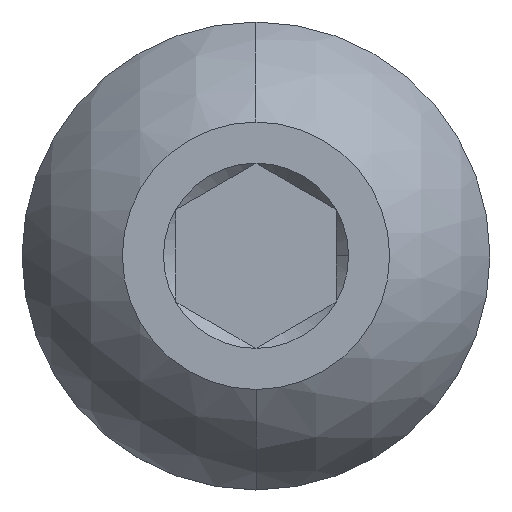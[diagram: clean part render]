
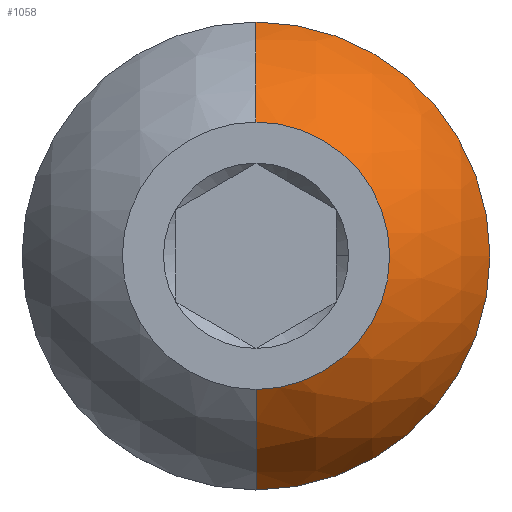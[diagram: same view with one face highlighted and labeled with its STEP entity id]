
A CAD part, top view. The second image highlights one B-rep face of the part: STEP entity #1058.
In plain terms, the highlighted spherical face has radius 7.469 mm.
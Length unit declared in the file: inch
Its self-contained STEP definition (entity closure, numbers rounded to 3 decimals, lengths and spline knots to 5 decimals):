
#88 = DIRECTION ( 'NONE',  ( 1., 0., 0. ) ) ;
#398 = CIRCLE ( 'NONE', #4013, 0.2735 ) ;
#473 = DIRECTION ( 'NONE',  ( 1., 0., 0. ) ) ;
#662 = CARTESIAN_POINT ( 'NONE',  ( 0., -0.2735, -0.1411 ) ) ;
#686 = ORIENTED_EDGE ( 'NONE', *, *, #4482, .T. ) ;
#876 = ORIENTED_EDGE ( 'NONE', *, *, #2564, .T. ) ;
#911 = AXIS2_PLACEMENT_3D ( 'NONE', #3217, #6098, #1690 ) ;
#1058 = ADVANCED_FACE ( 'NONE', ( #3494 ), #4854, .T. ) ;
#1119 = AXIS2_PLACEMENT_3D ( 'NONE', #3881, #5842, #4167 ) ;
#1628 = ORIENTED_EDGE ( 'NONE', *, *, #4729, .T. ) ;
#1690 = DIRECTION ( 'NONE',  ( 0., -1., 0. ) ) ;
#2104 = VERTEX_POINT ( 'NONE', #4998 ) ;
#2404 = EDGE_CURVE ( 'NONE', #2868, #5967, #4215, .T. ) ;
#2564 = EDGE_CURVE ( 'NONE', #2104, #4124, #3900, .T. ) ;
#2868 = VERTEX_POINT ( 'NONE', #5688 ) ;
#2980 = CIRCLE ( 'NONE', #911, 0.29405 ) ;
#3042 = EDGE_CURVE ( 'NONE', #5936, #2868, #2980, .T. ) ;
#3117 = ORIENTED_EDGE ( 'NONE', *, *, #2404, .F. ) ;
#3146 = DIRECTION ( 'NONE',  ( 1., 0., 0. ) ) ;
#3158 = CARTESIAN_POINT ( 'NONE',  ( 0., 0.15625, 0. ) ) ;
#3217 = CARTESIAN_POINT ( 'NONE',  ( 0., 0., -0.2491 ) ) ;
#3252 = ORIENTED_EDGE ( 'NONE', *, *, #3042, .F. ) ;
#3494 = FACE_OUTER_BOUND ( 'NONE', #3842, .T. ) ;
#3569 = CARTESIAN_POINT ( 'NONE',  ( 0., 0.2735, -0.1411 ) ) ;
#3695 = AXIS2_PLACEMENT_3D ( 'NONE', #4788, #6346, #4336 ) ;
#3842 = EDGE_LOOP ( 'NONE', ( #1628, #876, #686, #3117, #3252 ) ) ;
#3881 = CARTESIAN_POINT ( 'NONE',  ( 0., 0., -0.2491 ) ) ;
#3900 = CIRCLE ( 'NONE', #3695, 0.2735 ) ;
#4013 = AXIS2_PLACEMENT_3D ( 'NONE', #4997, #5542, #88 ) ;
#4108 = CARTESIAN_POINT ( 'NONE',  ( 0., 0., 0. ) ) ;
#4124 = VERTEX_POINT ( 'NONE', #3569 ) ;
#4167 = DIRECTION ( 'NONE',  ( 0., -1., 0. ) ) ;
#4215 = CIRCLE ( 'NONE', #4828, 0.15625 ) ;
#4336 = DIRECTION ( 'NONE',  ( 1., 0., 0. ) ) ;
#4482 = EDGE_CURVE ( 'NONE', #4124, #5967, #4631, .T. ) ;
#4631 = CIRCLE ( 'NONE', #5950, 0.29405 ) ;
#4729 = EDGE_CURVE ( 'NONE', #5936, #2104, #398, .T. ) ;
#4788 = CARTESIAN_POINT ( 'NONE',  ( 0., 0., -0.1411 ) ) ;
#4828 = AXIS2_PLACEMENT_3D ( 'NONE', #4108, #6065, #3146 ) ;
#4854 = SPHERICAL_SURFACE ( 'NONE', #1119, 0.29405 ) ;
#4938 = CARTESIAN_POINT ( 'NONE',  ( 0., 0., -0.2491 ) ) ;
#4967 = DIRECTION ( 'NONE',  ( 0., 1., 0. ) ) ;
#4997 = CARTESIAN_POINT ( 'NONE',  ( 0., 0., -0.1411 ) ) ;
#4998 = CARTESIAN_POINT ( 'NONE',  ( 0.2735, 0., -0.1411 ) ) ;
#5542 = DIRECTION ( 'NONE',  ( 0., 0., 1. ) ) ;
#5688 = CARTESIAN_POINT ( 'NONE',  ( 0., -0.15625, 0. ) ) ;
#5842 = DIRECTION ( 'NONE',  ( 1., 0., 0. ) ) ;
#5936 = VERTEX_POINT ( 'NONE', #662 ) ;
#5950 = AXIS2_PLACEMENT_3D ( 'NONE', #4938, #473, #4967 ) ;
#5967 = VERTEX_POINT ( 'NONE', #3158 ) ;
#6065 = DIRECTION ( 'NONE',  ( 0., 0., 1. ) ) ;
#6098 = DIRECTION ( 'NONE',  ( -1., 0., 0. ) ) ;
#6346 = DIRECTION ( 'NONE',  ( 0., 0., 1. ) ) ;
